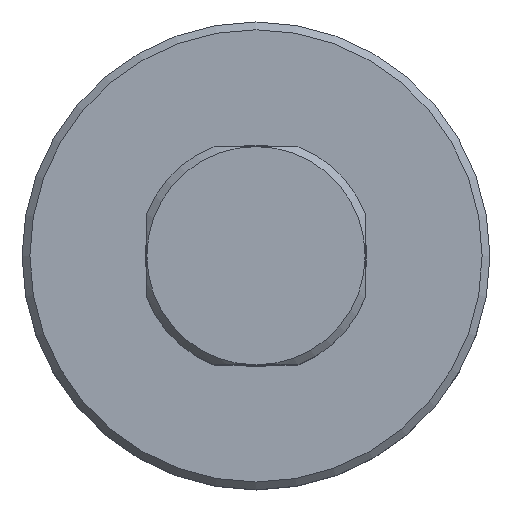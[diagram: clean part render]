
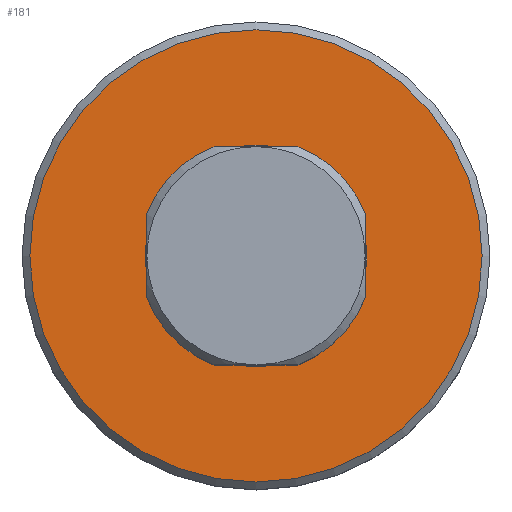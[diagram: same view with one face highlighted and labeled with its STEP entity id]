
A CAD part, top view. The second image highlights one B-rep face of the part: STEP entity #181.
In plain terms, the highlighted planar face has unit normal (0, 0, 1).
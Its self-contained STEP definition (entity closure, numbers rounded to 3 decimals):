
#181=ADVANCED_FACE('',(#222),#197,.T.);
#197=PLANE('',#647);
#222=FACE_OUTER_BOUND('',#264,.T.);
#264=EDGE_LOOP('',(#402));
#402=ORIENTED_EDGE('',*,*,#524,.F.);
#455=VERTEX_POINT('',#1015);
#524=EDGE_CURVE('',#455,#455,#557,.T.);
#557=CIRCLE('',#645,29.);
#645=AXIS2_PLACEMENT_3D('',#1014,#803,#804);
#647=AXIS2_PLACEMENT_3D('',#1017,#807,#808);
#803=DIRECTION('',(0.,0.,-1.));
#804=DIRECTION('',(1.,0.,0.));
#807=DIRECTION('',(0.,0.,1.));
#808=DIRECTION('',(1.,0.,0.));
#1014=CARTESIAN_POINT('',(0.,0.,0.));
#1015=CARTESIAN_POINT('',(29.,0.,0.));
#1017=CARTESIAN_POINT('',(0.,29.,0.));
